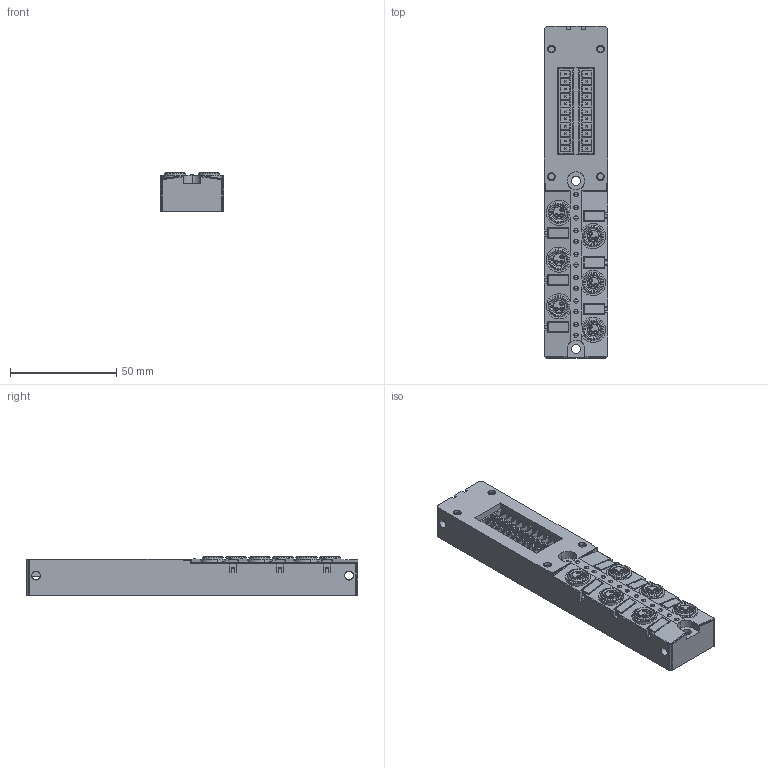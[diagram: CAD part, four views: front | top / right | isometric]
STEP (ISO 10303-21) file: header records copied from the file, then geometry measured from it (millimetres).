
FILE_DESCRIPTION(('CATIA V5 STEP Exchange','CAx-IF Rec.Pracs.--- Model Styling and Organization---1.4--- 2014-01-23'),'2;1');
FILE_NAME ('1352864-2_0', '2022-04-29T05:54:13+00:00', ('none'), ('Weidmueller'), 'CATIA Version 5-6 Release 2016 SP3 HF44', 'CATIA V5 STEP AP214', 'none');
FILE_SCHEMA(('AUTOMOTIVE_DESIGN { 1 0 10303 214 1 1 1 1 }'));
Products named in the file (1): 2819020000
Bounding box: 30 x 155.9 x 18.2 mm (x, y, z)
Volume: 71347.7 mm3; surface area: 31830.4 mm2
Topology: 57 solids, 76 shells, 2136 faces, 5266 edges, 3414 vertices
Faces by surface type: plane 1303, cylinder 481, cone 226, torus 66, sphere 36, bspline 24
Entity records: 65924 total; most frequent: CARTESIAN_POINT 17648, ORIENTED_EDGE 10524, DIRECTION 8351, EDGE_CURVE 5262, VECTOR 3503, LINE 3503, VERTEX_POINT 3414, AXIS2_PLACEMENT_3D 2901
